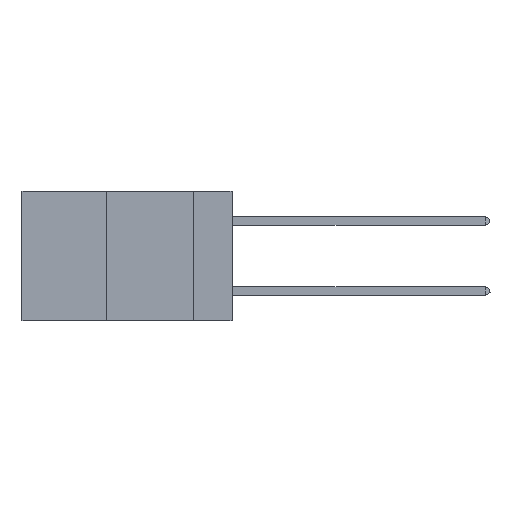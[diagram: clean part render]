
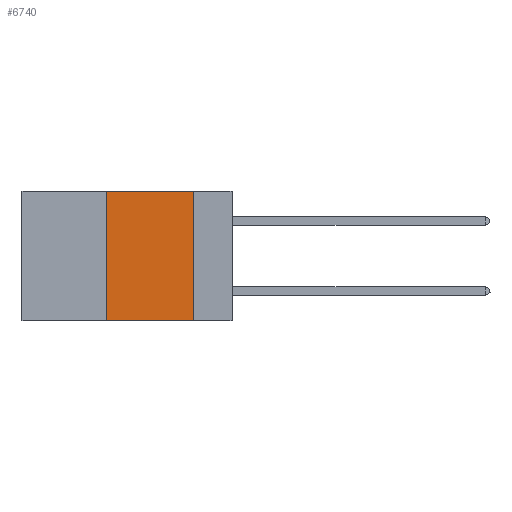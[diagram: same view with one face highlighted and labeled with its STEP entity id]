
A CAD part, left-side view. The second image highlights one B-rep face of the part: STEP entity #6740.
In plain terms, the highlighted planar face has unit normal (-1, 0, 0).
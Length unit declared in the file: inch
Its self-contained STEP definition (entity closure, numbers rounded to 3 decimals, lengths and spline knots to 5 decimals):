
#123 = DIRECTION ( 'NONE',  ( 0., -1., 0. ) ) ;
#1120 = CARTESIAN_POINT ( 'NONE',  ( 0., 0.11, 0. ) ) ;
#1235 = ORIENTED_EDGE ( 'NONE', *, *, #2144, .T. ) ;
#1295 = LINE ( 'NONE', #7804, #11366 ) ;
#1566 = VERTEX_POINT ( 'NONE', #1120 ) ;
#1637 = EDGE_LOOP ( 'NONE', ( #3799, #8454, #10475, #1235 ) ) ;
#2112 = EDGE_CURVE ( 'NONE', #1566, #3577, #10740, .T. ) ;
#2144 = EDGE_CURVE ( 'NONE', #10826, #3577, #9084, .T. ) ;
#2578 = EDGE_CURVE ( 'NONE', #10826, #4884, #1295, .T. ) ;
#2669 = CARTESIAN_POINT ( 'NONE',  ( 0., 0.36, -0.37 ) ) ;
#2986 = DIRECTION ( 'NONE',  ( 1., 0., 0. ) ) ;
#3154 = DIRECTION ( 'NONE',  ( 0., 0., 1. ) ) ;
#3577 = VERTEX_POINT ( 'NONE', #5102 ) ;
#3799 = ORIENTED_EDGE ( 'NONE', *, *, #2112, .F. ) ;
#4400 = CARTESIAN_POINT ( 'NONE',  ( 0., 0.36, 0. ) ) ;
#4884 = VERTEX_POINT ( 'NONE', #4400 ) ;
#4930 = DIRECTION ( 'NONE',  ( 0., 0., -1. ) ) ;
#5102 = CARTESIAN_POINT ( 'NONE',  ( 0., 0.11, -0.37 ) ) ;
#5167 = CARTESIAN_POINT ( 'NONE',  ( 0., 0.6, -0.37 ) ) ;
#5393 = AXIS2_PLACEMENT_3D ( 'NONE', #9726, #2986, #4930 ) ;
#5597 = FACE_OUTER_BOUND ( 'NONE', #1637, .T. ) ;
#5762 = LINE ( 'NONE', #9674, #8811 ) ;
#6113 = EDGE_CURVE ( 'NONE', #4884, #1566, #5762, .T. ) ;
#6740 = ADVANCED_FACE ( 'NONE', ( #5597 ), #10630, .F. ) ;
#7781 = CARTESIAN_POINT ( 'NONE',  ( 0., 0.11, 0. ) ) ;
#7804 = CARTESIAN_POINT ( 'NONE',  ( 0., 0.36, 0. ) ) ;
#7992 = DIRECTION ( 'NONE',  ( 0., -1., 0. ) ) ;
#8187 = VECTOR ( 'NONE', #9837, 39.37008 ) ;
#8454 = ORIENTED_EDGE ( 'NONE', *, *, #6113, .F. ) ;
#8811 = VECTOR ( 'NONE', #7992, 39.37008 ) ;
#9084 = LINE ( 'NONE', #5167, #11071 ) ;
#9674 = CARTESIAN_POINT ( 'NONE',  ( 0., 0.6, 0. ) ) ;
#9726 = CARTESIAN_POINT ( 'NONE',  ( 0., 0.6, 0. ) ) ;
#9837 = DIRECTION ( 'NONE',  ( 0., 0., -1. ) ) ;
#10475 = ORIENTED_EDGE ( 'NONE', *, *, #2578, .F. ) ;
#10630 = PLANE ( 'NONE',  #5393 ) ;
#10740 = LINE ( 'NONE', #7781, #8187 ) ;
#10826 = VERTEX_POINT ( 'NONE', #2669 ) ;
#11071 = VECTOR ( 'NONE', #123, 39.37008 ) ;
#11366 = VECTOR ( 'NONE', #3154, 39.37008 ) ;
